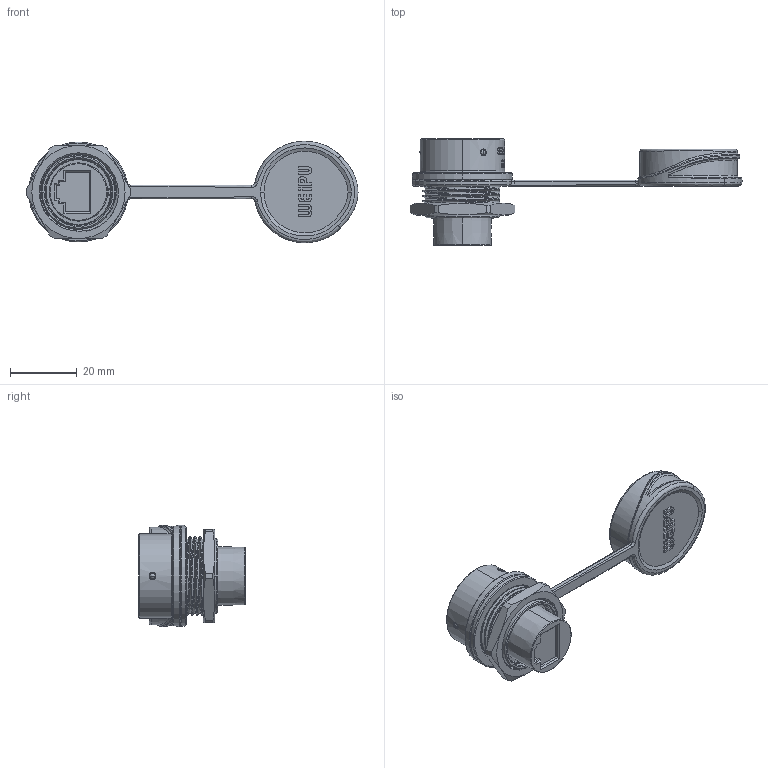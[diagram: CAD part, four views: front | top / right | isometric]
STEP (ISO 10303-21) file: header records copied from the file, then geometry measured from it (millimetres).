
FILE_DESCRIPTION((''),'2;1');
FILE_NAME('SF2412-RJ45_ASM_14_ASM','2025-07-10T17:55:49',('Administrator'),(''),'CREO PARAMETRIC BY PTC INC, 2018050','CREO PARAMETRIC BY PTC INC, 2018050','');
FILE_SCHEMA(('CONFIG_CONTROL_DESIGN'));
Length unit declared in the file: millimetre
Products named in the file (7): SA24-ZI_35_1; SA24-ZI_35_2; SA24-ZI_35_3; SA24-ZI_35_4; SF24-ZI_35_ASM; SA24-MH_12; SF2412-RJ45_ASM_14_ASM
Assembly tree (6 placements, depth 3):
  SF2412-RJ45_ASM_14_ASM
    SF24-ZI_35_ASM
      SA24-ZI_35_1
      SA24-ZI_35_2
      SA24-ZI_35_3
      SA24-ZI_35_4
    SA24-MH_12
Bounding box: 99.75 x 32 x 30.5 mm (x, y, z)
Volume: 15713.8 mm3; surface area: 11426.6 mm2
Topology: 5 solids, 9 shells, 782 faces, 2106 edges, 1370 vertices
Faces by surface type: plane 497, cylinder 125, bspline 60, cone 58, torus 27, sphere 12, extrusion 3
Entity records: 31533 total; most frequent: CARTESIAN_POINT 12903, ORIENTED_EDGE 4184, DIRECTION 3389, EDGE_CURVE 2092, VERTEX_POINT 1370, AXIS2_PLACEMENT_3D 1244, VECTOR 901, LINE 898
